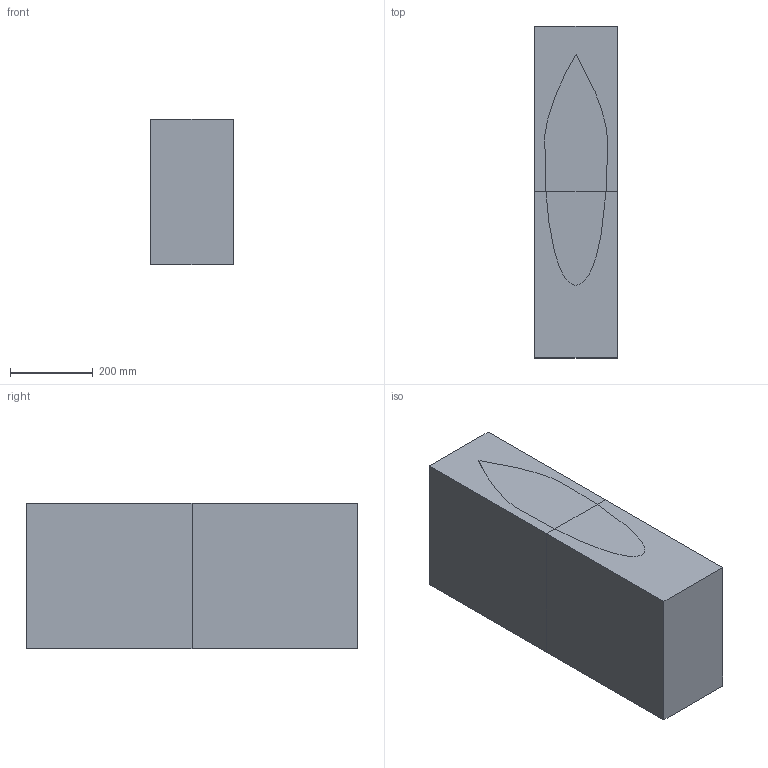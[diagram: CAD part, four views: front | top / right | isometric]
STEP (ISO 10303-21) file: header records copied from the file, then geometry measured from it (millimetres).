
FILE_DESCRIPTION(/* description */ (''),/* implementation_level */ '2;1');
FILE_NAME(/* name */ 'goto20240416 v2.step',/* time_stamp */ '2024-04-16T19:50:33+09:00',/* author */ (''),/* organization */ (''),/* preprocessor_version */ 'ST-DEVELOPER v20',/* originating_system */ 'Autodesk Translation Framework v12.20.1.177',/* authorisation */ '');
FILE_SCHEMA (('AUTOMOTIVE_DESIGN { 1 0 10303 214 3 1 1 }'));
Length unit declared in the file: millimetre
Products named in the file (1): goto20240416
Bounding box: 200 x 800 x 350 mm (x, y, z)
Surface area: 1717642.9 mm2
Topology: 4 solids, 4 shells, 21 faces, 39 edges, 26 vertices
Faces by surface type: plane 18, bspline 3
Entity records: 15820 total; most frequent: CARTESIAN_POINT 15395, ORIENTED_EDGE 78, DIRECTION 66, EDGE_CURVE 39, LINE 28, VECTOR 28, VERTEX_POINT 26, FACE_OUTER_BOUND 21
